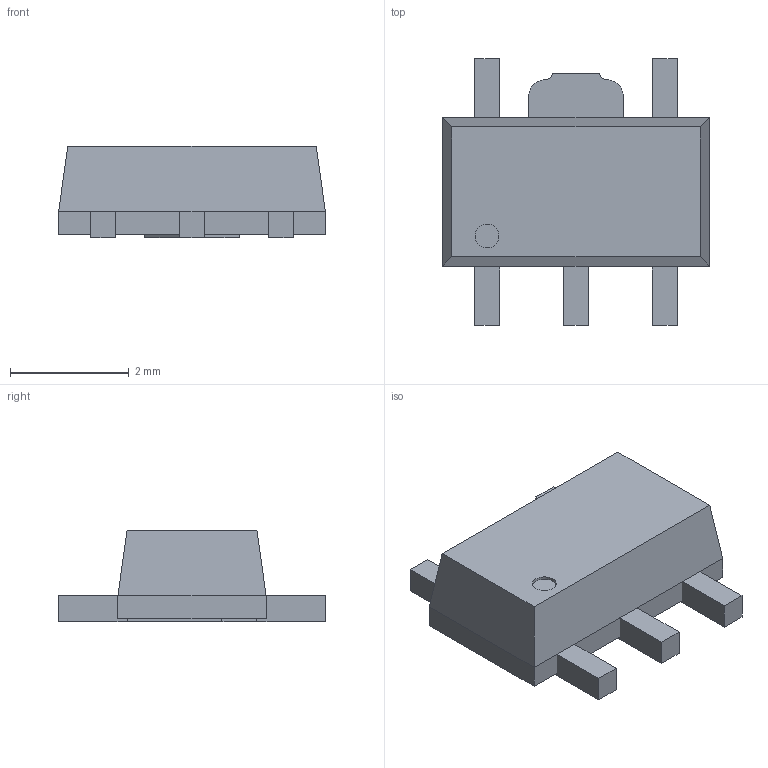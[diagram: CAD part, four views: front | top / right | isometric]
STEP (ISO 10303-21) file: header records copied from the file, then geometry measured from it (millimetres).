
FILE_DESCRIPTION(/* description */ (''),/* implementation_level */ '2;1');
FILE_NAME(/* name */ 'SOT89-5.step',/* time_stamp */ '2019-10-09T17:15:59-05:00',/* author */ (''),/* organization */ (''),/* preprocessor_version */ 'ST-DEVELOPER v18',/* originating_system */ 'Autodesk Translation Framework v8.6.0.1094',/* authorisation */ '');
FILE_SCHEMA (('AUTOMOTIVE_DESIGN { 1 0 10303 214 3 1 1 }'));
Length unit declared in the file: millimetre
Products named in the file (1): SOT89-5
Bounding box: 4.5 x 4.5 x 1.54 mm (x, y, z)
Volume: 18.6 mm3; surface area: 64.9 mm2
Topology: 6 solids, 6 shells, 50 faces, 109 edges, 72 vertices
Faces by surface type: plane 45, cylinder 5
Full cylindrical faces by diameter (mm): 0.4 x1
Entity records: 1455 total; most frequent: CARTESIAN_POINT 232, DIRECTION 223, ORIENTED_EDGE 218, EDGE_CURVE 109, LINE 97, VECTOR 97, VERTEX_POINT 72, AXIS2_PLACEMENT_3D 63
